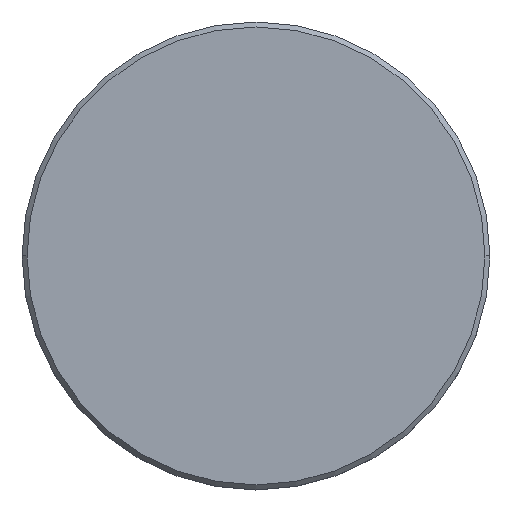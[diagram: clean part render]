
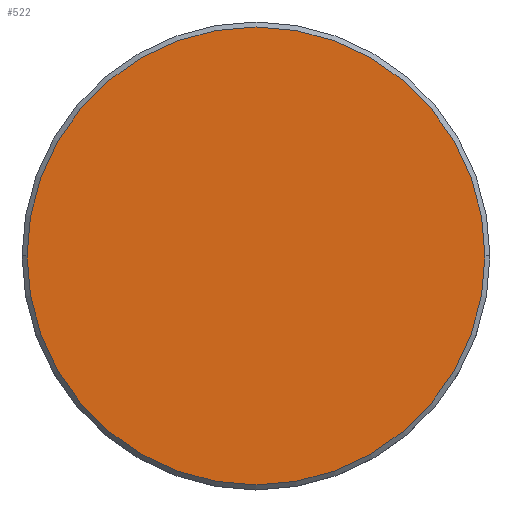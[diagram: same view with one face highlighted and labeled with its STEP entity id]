
A CAD part, top view. The second image highlights one B-rep face of the part: STEP entity #522.
In plain terms, the highlighted planar face has unit normal (0, 0, 1).
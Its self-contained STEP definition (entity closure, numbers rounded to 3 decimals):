
#59 = CARTESIAN_POINT ( 'NONE',  ( 23., 0., 0. ) ) ;
#60 = EDGE_CURVE ( 'NONE', #789, #795, #1019, .T. ) ;
#69 = FACE_OUTER_BOUND ( 'NONE', #406, .T. ) ;
#128 = CARTESIAN_POINT ( 'NONE',  ( -23., 0., 0. ) ) ;
#301 = DIRECTION ( 'NONE',  ( 1., 0., 0. ) ) ;
#329 = PLANE ( 'NONE',  #414 ) ;
#363 = DIRECTION ( 'NONE',  ( 0., 0., 1. ) ) ;
#375 = CIRCLE ( 'NONE', #637, 23. ) ;
#403 = DIRECTION ( 'NONE',  ( 0., 0., 1. ) ) ;
#406 = EDGE_LOOP ( 'NONE', ( #593, #680 ) ) ;
#414 = AXIS2_PLACEMENT_3D ( 'NONE', #615, #529, #514 ) ;
#514 = DIRECTION ( 'NONE',  ( 1., 0., 0. ) ) ;
#522 = ADVANCED_FACE ( 'NONE', ( #69 ), #329, .T. ) ;
#529 = DIRECTION ( 'NONE',  ( 0., 0., 1. ) ) ;
#593 = ORIENTED_EDGE ( 'NONE', *, *, #60, .T. ) ;
#614 = EDGE_CURVE ( 'NONE', #795, #789, #375, .T. ) ;
#615 = CARTESIAN_POINT ( 'NONE',  ( 0., 0., 0. ) ) ;
#637 = AXIS2_PLACEMENT_3D ( 'NONE', #750, #363, #301 ) ;
#680 = ORIENTED_EDGE ( 'NONE', *, *, #614, .T. ) ;
#750 = CARTESIAN_POINT ( 'NONE',  ( 0., 0., 0. ) ) ;
#789 = VERTEX_POINT ( 'NONE', #128 ) ;
#795 = VERTEX_POINT ( 'NONE', #59 ) ;
#819 = CARTESIAN_POINT ( 'NONE',  ( 0., 0., 0. ) ) ;
#934 = DIRECTION ( 'NONE',  ( 1., 0., 0. ) ) ;
#998 = AXIS2_PLACEMENT_3D ( 'NONE', #819, #403, #934 ) ;
#1019 = CIRCLE ( 'NONE', #998, 23. ) ;
